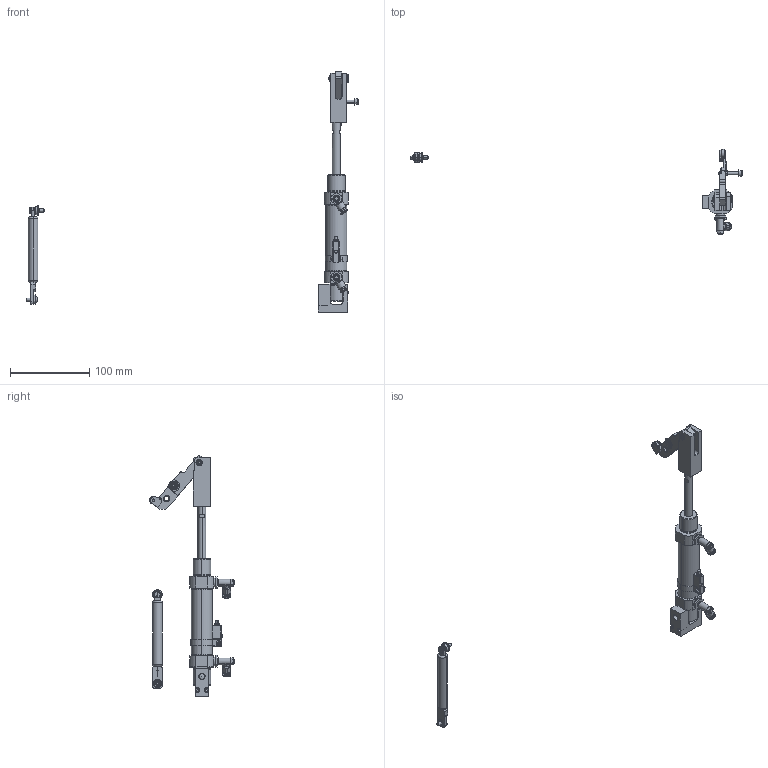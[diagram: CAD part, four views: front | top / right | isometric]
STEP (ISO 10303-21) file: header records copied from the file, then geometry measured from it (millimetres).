
FILE_DESCRIPTION (( 'STEP AP214' ), '1' );
FILE_NAME ('42700~1.STEP', '2017-12-14T13:34:26', ( '' ), ( '' ), 'SwSTEP 2.0', 'SolidWorks 2016', '' );
FILE_SCHEMA (( 'AUTOMOTIVE_DESIGN' ));
Length unit declared in the file: millimetre
Products named in the file (34): 47567~1_S; 3283~0; 59552~0_S; 8670~0; 51770~1_S; 39199~2_S; ST-PZ-VR~0; 31194~0; ISO7380~n_M04,0x012; 39203_1~0_S; 51863~0_S; DIN912~n_M04,0x025 VA; 26821~0; 39201~1_S; ASR~-a-s-r_拱06,2x03x拌10; 42700~1; DIN125~n_04,3 M04,0; 2384~3; 51862~0_S; 54838~0_S; 39203_2~0_S; 51863_Zylinder~0_eingefahren <S>; 3287~0; 19461~0; DIN988~n_05x10x0,3; 2711~0; 39202~8_S; 2209~0; 28557~0; 51863__Kolbenstange~0_S; 8300~0; 43357~0_hub 50 <S>; 14906~0; 4213~0
Assembly tree (35 placements, depth 4):
  42700~1
    26821~0  x2
    ST-PZ-VR~0  x2
    43357~0_hub 50 <S>
      39203_1~0_S
      39203_2~0_S
    39199~2_S
    39201~1_S
    39202~8_S
    4213~0
    8300~0
    28557~0
    14906~0
    8670~0
    2711~0
    2384~3
    2209~0
    31194~0
    54838~0_S
      59552~0_S
      DIN912~n_M04,0x025 VA
      DIN125~n_04,3 M04,0
    3287~0
    51770~1_S
      51863~0_S
        51863_Zylinder~0_eingefahren <S>
        51863__Kolbenstange~0_S
      51862~0_S
      47567~1_S
      DIN988~n_05x10x0,3
      ISO7380~n_M04,0x012
      19461~0
      ASR~-a-s-r_拱06,2x03x拌10
      3283~0
Bounding box: 417.7 x 106.76 x 302.72 mm (x, y, z)
Volume: 151798.9 mm3; surface area: 57955.9 mm2
Topology: 32 solids, 32 shells, 1110 faces, 2648 edges, 1652 vertices
Faces by surface type: plane 583, cylinder 374, cone 128, torus 18, bspline 4, sphere 3
Entity records: 33279 total; most frequent: DIRECTION 5605, CARTESIAN_POINT 5588, ORIENTED_EDGE 4916, EDGE_CURVE 2458, AXIS2_PLACEMENT_3D 2156, VERTEX_POINT 1535, VECTOR 1293, LINE 1293
